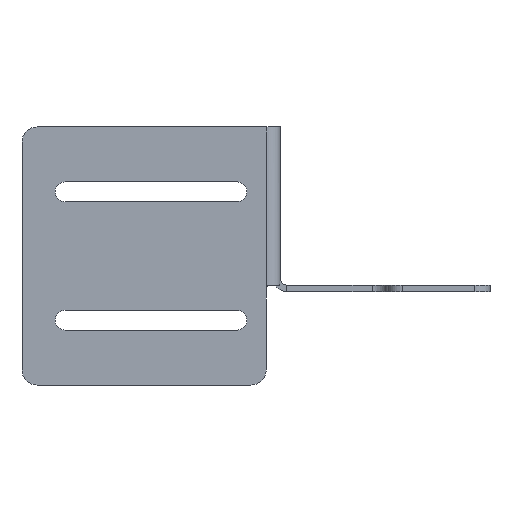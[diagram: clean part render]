
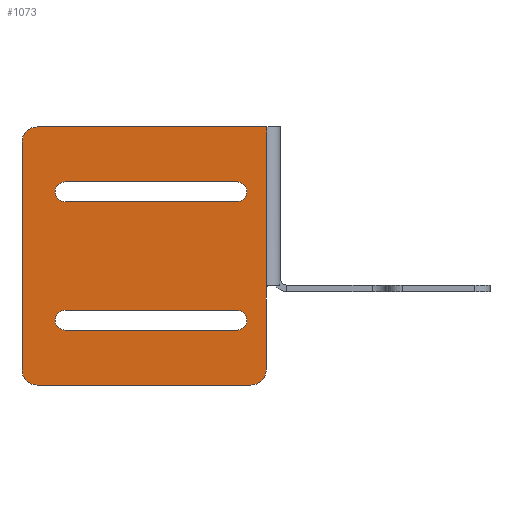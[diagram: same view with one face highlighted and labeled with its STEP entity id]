
A CAD part, left-side view. The second image highlights one B-rep face of the part: STEP entity #1073.
In plain terms, the highlighted planar face has unit normal (-1, 0, 0).
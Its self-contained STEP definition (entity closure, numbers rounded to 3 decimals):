
#91=DIRECTION('',(0.,0.,1.));
#92=VECTOR('',#91,63.1);
#93=CARTESIAN_POINT('',(0.,2.6,-12.1));
#94=LINE('',#93,#92);
#160=DIRECTION('',(0.,1.,0.));
#161=VECTOR('',#160,68.);
#162=CARTESIAN_POINT('',(0.,14.4,21.5));
#163=LINE('',#162,#161);
#164=CARTESIAN_POINT('',(0.,14.4,25.4));
#165=DIRECTION('',(-1.,0.,0.));
#166=DIRECTION('',(0.,0.,-1.));
#167=AXIS2_PLACEMENT_3D('',#164,#165,#166);
#169=DIRECTION('',(0.,-1.,0.));
#170=VECTOR('',#169,68.);
#171=CARTESIAN_POINT('',(0.,82.4,29.3));
#172=LINE('',#171,#170);
#173=CARTESIAN_POINT('',(0.,82.4,25.4));
#174=DIRECTION('',(-1.,0.,0.));
#175=DIRECTION('',(0.,0.,1.));
#176=AXIS2_PLACEMENT_3D('',#173,#174,#175);
#178=CARTESIAN_POINT('',(0.,14.4,-25.4));
#179=DIRECTION('',(-1.,0.,0.));
#180=DIRECTION('',(0.,0.,-1.));
#181=AXIS2_PLACEMENT_3D('',#178,#179,#180);
#183=DIRECTION('',(0.,-1.,0.));
#184=VECTOR('',#183,68.);
#185=CARTESIAN_POINT('',(0.,82.4,-21.5));
#186=LINE('',#185,#184);
#187=CARTESIAN_POINT('',(0.,82.4,-25.4));
#188=DIRECTION('',(-1.,0.,0.));
#189=DIRECTION('',(0.,0.,1.));
#190=AXIS2_PLACEMENT_3D('',#187,#188,#189);
#192=DIRECTION('',(0.,1.,0.));
#193=VECTOR('',#192,68.);
#194=CARTESIAN_POINT('',(0.,14.4,-29.3));
#195=LINE('',#194,#193);
#196=CARTESIAN_POINT('',(0.,93.4,45.));
#197=DIRECTION('',(-1.,0.,0.));
#198=DIRECTION('',(0.,0.,1.));
#199=AXIS2_PLACEMENT_3D('',#196,#197,#198);
#201=DIRECTION('',(0.,1.,0.));
#202=VECTOR('',#201,90.8);
#203=CARTESIAN_POINT('',(0.,2.6,51.));
#204=LINE('',#203,#202);
#205=DIRECTION('',(0.,0.,1.));
#206=VECTOR('',#205,32.);
#207=CARTESIAN_POINT('',(0.,2.9,-45.));
#208=LINE('',#207,#206);
#209=CARTESIAN_POINT('',(0.,8.9,-45.));
#210=DIRECTION('',(-1.,0.,0.));
#211=DIRECTION('',(0.,0.,-1.));
#212=AXIS2_PLACEMENT_3D('',#209,#210,#211);
#214=DIRECTION('',(0.,-1.,0.));
#215=VECTOR('',#214,84.5);
#216=CARTESIAN_POINT('',(0.,93.4,-51.));
#217=LINE('',#216,#215);
#218=CARTESIAN_POINT('',(0.,93.4,-45.));
#219=DIRECTION('',(-1.,0.,0.));
#220=DIRECTION('',(0.,1.,0.));
#221=AXIS2_PLACEMENT_3D('',#218,#219,#220);
#223=DIRECTION('',(0.,0.,-1.));
#224=VECTOR('',#223,90.);
#225=CARTESIAN_POINT('',(0.,99.4,45.));
#226=LINE('',#225,#224);
#366=CARTESIAN_POINT('',(0.,1.4,-13.));
#367=DIRECTION('',(1.,0.,0.));
#368=DIRECTION('',(0.,1.,0.));
#369=AXIS2_PLACEMENT_3D('',#366,#367,#368);
#611=CARTESIAN_POINT('',(0.,2.6,51.));
#613=VERTEX_POINT('',#611);
#639=CARTESIAN_POINT('',(0.,14.4,-29.3));
#640=CARTESIAN_POINT('',(0.,14.4,-21.5));
#641=VERTEX_POINT('',#639);
#642=VERTEX_POINT('',#640);
#643=CARTESIAN_POINT('',(0.,82.4,-29.3));
#644=VERTEX_POINT('',#643);
#645=CARTESIAN_POINT('',(0.,82.4,-21.5));
#646=VERTEX_POINT('',#645);
#647=CARTESIAN_POINT('',(0.,14.4,21.5));
#648=CARTESIAN_POINT('',(0.,82.4,21.5));
#649=VERTEX_POINT('',#647);
#650=VERTEX_POINT('',#648);
#651=CARTESIAN_POINT('',(0.,82.4,29.3));
#652=VERTEX_POINT('',#651);
#653=CARTESIAN_POINT('',(0.,14.4,29.3));
#654=VERTEX_POINT('',#653);
#682=CARTESIAN_POINT('',(0.,2.9,-13.));
#684=VERTEX_POINT('',#682);
#686=CARTESIAN_POINT('',(0.,2.6,-12.1));
#687=VERTEX_POINT('',#686);
#701=CARTESIAN_POINT('',(0.,93.4,51.));
#702=CARTESIAN_POINT('',(0.,99.4,45.));
#703=VERTEX_POINT('',#701);
#704=VERTEX_POINT('',#702);
#709=CARTESIAN_POINT('',(0.,99.4,-45.));
#710=CARTESIAN_POINT('',(0.,93.4,-51.));
#711=VERTEX_POINT('',#709);
#712=VERTEX_POINT('',#710);
#721=CARTESIAN_POINT('',(0.,8.9,-51.));
#722=VERTEX_POINT('',#721);
#723=CARTESIAN_POINT('',(0.,2.9,-45.));
#724=VERTEX_POINT('',#723);
#1031=CARTESIAN_POINT('',(0.,-2.6,51.));
#1032=DIRECTION('',(-1.,0.,0.));
#1033=DIRECTION('',(0.,0.,1.));
#1034=AXIS2_PLACEMENT_3D('',#1031,#1032,#1033);
#1035=PLANE('',#1034);
#1036=ORIENTED_EDGE('',*,*,#1021,.F.);
#1037=ORIENTED_EDGE('',*,*,#1011,.F.);
#1038=ORIENTED_EDGE('',*,*,#945,.F.);
#1040=ORIENTED_EDGE('',*,*,#1039,.F.);
#1042=ORIENTED_EDGE('',*,*,#1041,.F.);
#1044=ORIENTED_EDGE('',*,*,#1043,.F.);
#1046=ORIENTED_EDGE('',*,*,#1045,.F.);
#1048=ORIENTED_EDGE('',*,*,#1047,.F.);
#1050=ORIENTED_EDGE('',*,*,#1049,.F.);
#1051=EDGE_LOOP('',(#1036,#1037,#1038,#1040,#1042,#1044,#1046,#1048,#1050));
#1052=FACE_OUTER_BOUND('',#1051,.F.);
#1054=ORIENTED_EDGE('',*,*,#1053,.T.);
#1056=ORIENTED_EDGE('',*,*,#1055,.F.);
#1058=ORIENTED_EDGE('',*,*,#1057,.T.);
#1060=ORIENTED_EDGE('',*,*,#1059,.F.);
#1061=EDGE_LOOP('',(#1054,#1056,#1058,#1060));
#1062=FACE_BOUND('',#1061,.F.);
#1064=ORIENTED_EDGE('',*,*,#1063,.F.);
#1066=ORIENTED_EDGE('',*,*,#1065,.T.);
#1068=ORIENTED_EDGE('',*,*,#1067,.F.);
#1070=ORIENTED_EDGE('',*,*,#1069,.T.);
#1071=EDGE_LOOP('',(#1064,#1066,#1068,#1070));
#1072=FACE_BOUND('',#1071,.F.);
#1073=ADVANCED_FACE('',(#1052,#1062,#1072),#1035,.T.);
#168=CIRCLE('',#167,3.9);
#177=CIRCLE('',#176,3.9);
#182=CIRCLE('',#181,3.9);
#191=CIRCLE('',#190,3.9);
#200=CIRCLE('',#199,6.);
#213=CIRCLE('',#212,6.);
#222=CIRCLE('',#221,6.);
#370=CIRCLE('',#369,1.5);
#945=EDGE_CURVE('',#687,#613,#94,.T.);
#1011=EDGE_CURVE('',#613,#703,#204,.T.);
#1021=EDGE_CURVE('',#703,#704,#200,.T.);
#1039=EDGE_CURVE('',#684,#687,#370,.T.);
#1041=EDGE_CURVE('',#724,#684,#208,.T.);
#1043=EDGE_CURVE('',#722,#724,#213,.T.);
#1045=EDGE_CURVE('',#712,#722,#217,.T.);
#1047=EDGE_CURVE('',#711,#712,#222,.T.);
#1049=EDGE_CURVE('',#704,#711,#226,.T.);
#1053=EDGE_CURVE('',#641,#642,#182,.T.);
#1055=EDGE_CURVE('',#646,#642,#186,.T.);
#1057=EDGE_CURVE('',#646,#644,#191,.T.);
#1059=EDGE_CURVE('',#641,#644,#195,.T.);
#1063=EDGE_CURVE('',#649,#650,#163,.T.);
#1065=EDGE_CURVE('',#649,#654,#168,.T.);
#1067=EDGE_CURVE('',#652,#654,#172,.T.);
#1069=EDGE_CURVE('',#652,#650,#177,.T.);
